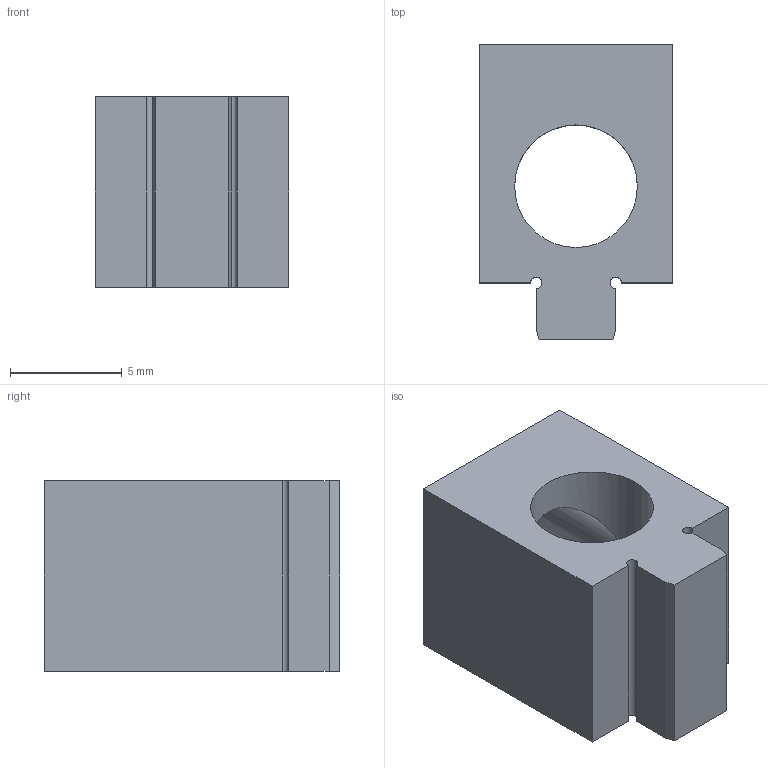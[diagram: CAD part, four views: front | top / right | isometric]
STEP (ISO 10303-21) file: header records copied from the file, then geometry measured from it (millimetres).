
FILE_DESCRIPTION(('FreeCAD Model'),'2;1');
FILE_NAME('_STP FILES_B6A-PCB-RS-NS.stp', '2019-05-08T10:45:16',('Author'),(''), 'Open CASCADE STEP processor 7.2','FreeCAD','Unknown');
FILE_SCHEMA(('AUTOMOTIVE_DESIGN { 1 0 10303 214 1 1 1 1 }'));
Length unit declared in the file: millimetre
Products named in the file (1): B6A-PCB-RS-NS
Bounding box: 8.64 x 13.21 x 8.53 mm (x, y, z)
Volume: 568.3 mm3; surface area: 709.7 mm2
Topology: 1 solids, 1 shells, 16 faces, 43 edges, 29 vertices
Faces by surface type: plane 12, cylinder 4
Full cylindrical faces by diameter (mm): 5.359 x1, 5.486 x1
Entity records: 1420 total; most frequent: CARTESIAN_POINT 526, DIRECTION 162, LINE 108, VECTOR 108, ORIENTED_EDGE 86, PCURVE 86, DEFINITIONAL_REPRESENTATION 86, EDGE_CURVE 43
